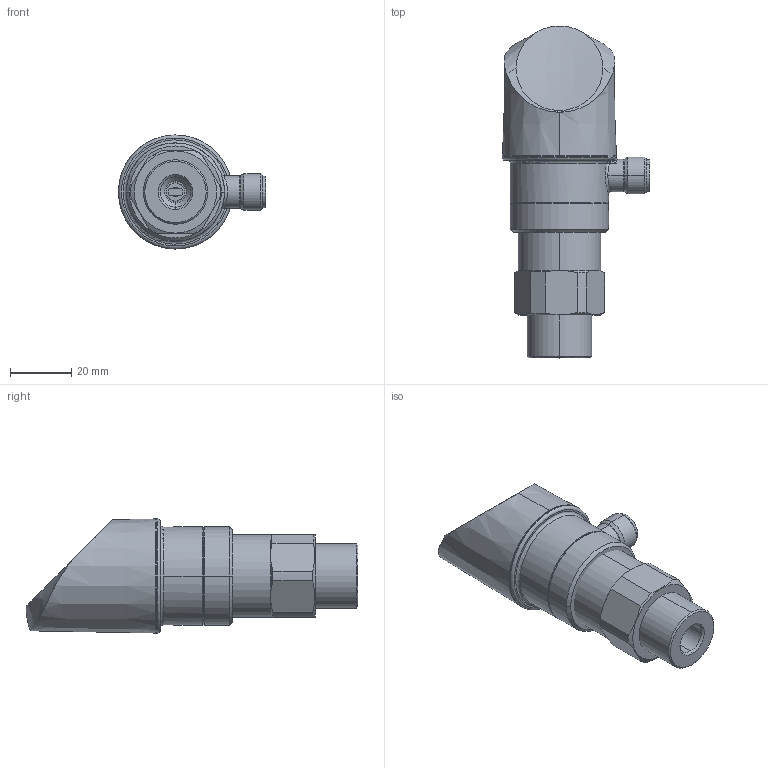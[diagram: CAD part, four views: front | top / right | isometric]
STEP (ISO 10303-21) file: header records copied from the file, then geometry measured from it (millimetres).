
FILE_DESCRIPTION (( 'STEP AP214' ), '1' );
FILE_NAME ('8381.XX.XX.24.32.STEP', '2017-06-27T07:42:38', ( 'upgadmin' ), ( 'Hewlett-Packard Company' ), 'SwSTEP 2.0', 'SolidWorks 2016', '' );
FILE_SCHEMA (( 'AUTOMOTIVE_DESIGN' ));
Length unit declared in the file: millimetre
Products named in the file (7): B65016; C30068_24; 8381.XX.XX.24.32; Display-4Pol
Assembly tree (3 placements, depth 2):
  B65016
  C30068_24
  8381.XX.XX.24.32
    C30068_24
    B65016
    Display-4Pol
  Display-4Pol
Bounding box: 48 x 108.24 x 37.2 mm (x, y, z)
Volume: 72908.4 mm3; surface area: 15492.3 mm2
Topology: 3 solids, 3 shells, 169 faces, 396 edges, 236 vertices
Faces by surface type: cylinder 57, cone 38, plane 35, torus 20, bspline 17, sphere 2
Entity records: 8301 total; most frequent: CARTESIAN_POINT 3605, DIRECTION 813, ORIENTED_EDGE 780, EDGE_CURVE 390, AXIS2_PLACEMENT_3D 346, VERTEX_POINT 236, CIRCLE 187, EDGE_LOOP 184
